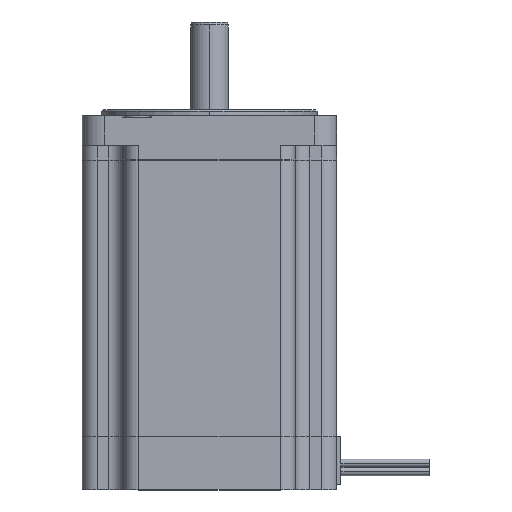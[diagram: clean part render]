
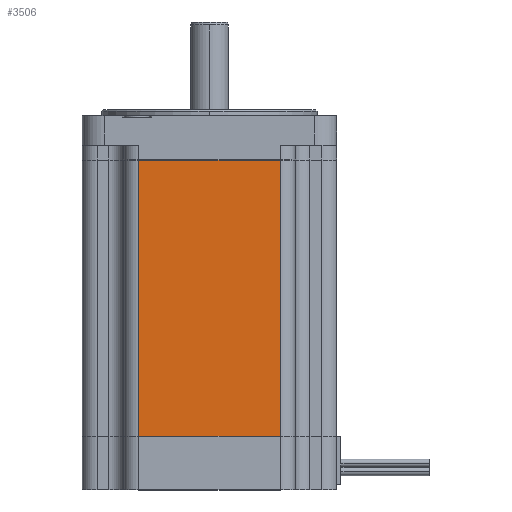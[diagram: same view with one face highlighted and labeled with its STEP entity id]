
A CAD part, top view. The second image highlights one B-rep face of the part: STEP entity #3506.
In plain terms, the highlighted planar face has unit normal (0, 0, 1).
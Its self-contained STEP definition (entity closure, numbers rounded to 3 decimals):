
#927 = EDGE_LOOP ( 'NONE', ( #8699, #8698, #8700, #8697 ) ) ;
#1850 = FACE_OUTER_BOUND ( 'NONE', #927, .T. ) ;
#1856 = AXIS2_PLACEMENT_3D ( 'NONE', #7858, #7859, #7860 ) ;
#3506 = ADVANCED_FACE ( 'NONE', ( #1850 ), #7857, .F. ) ;
#3586 = EDGE_CURVE ( 'NONE', #3908, #3909, #5800, .T. ) ;
#3908 = VERTEX_POINT ( 'NONE', #6490 ) ;
#3909 = VERTEX_POINT ( 'NONE', #6491 ) ;
#3933 = VERTEX_POINT ( 'NONE', #6515 ) ;
#3934 = VERTEX_POINT ( 'NONE', #6516 ) ;
#5236 = LINE ( 'NONE', #5237, #9711 ) ;
#5237 = CARTESIAN_POINT ( 'NONE',  ( 53.607, 126.5, 60.356 ) ) ;
#5238 = DIRECTION ( 'NONE',  ( 0., 1., 0. ) ) ;
#5242 = LINE ( 'NONE', #5243, #9713 ) ;
#5243 = CARTESIAN_POINT ( 'NONE',  ( -5.893, 18.01, 60.356 ) ) ;
#5244 = DIRECTION ( 'NONE',  ( 1., 0., 0. ) ) ;
#5245 = LINE ( 'NONE', #5246, #9714 ) ;
#5246 = CARTESIAN_POINT ( 'NONE',  ( 5.607, 126.5, 60.356 ) ) ;
#5247 = DIRECTION ( 'NONE',  ( 0., -1., 0. ) ) ;
#5800 = LINE ( 'NONE', #5801, #10486 ) ;
#5801 = CARTESIAN_POINT ( 'NONE',  ( -5.893, 111.49, 60.356 ) ) ;
#5802 = DIRECTION ( 'NONE',  ( 1., 0., 0. ) ) ;
#6490 = CARTESIAN_POINT ( 'NONE',  ( 5.607, 111.49, 60.356 ) ) ;
#6491 = CARTESIAN_POINT ( 'NONE',  ( 53.607, 111.49, 60.356 ) ) ;
#6515 = CARTESIAN_POINT ( 'NONE',  ( 5.607, 18.01, 60.356 ) ) ;
#6516 = CARTESIAN_POINT ( 'NONE',  ( 53.607, 18.01, 60.356 ) ) ;
#7248 = EDGE_CURVE ( 'NONE', #3934, #3909, #5236, .T. ) ;
#7250 = EDGE_CURVE ( 'NONE', #3933, #3934, #5242, .T. ) ;
#7251 = EDGE_CURVE ( 'NONE', #3908, #3933, #5245, .T. ) ;
#7857 = PLANE ( 'NONE',  #1856 ) ;
#7858 = CARTESIAN_POINT ( 'NONE',  ( -5.893, 126.5, 60.356 ) ) ;
#7859 = DIRECTION ( 'NONE',  ( 0., 0., -1. ) ) ;
#7860 = DIRECTION ( 'NONE',  ( -1., 0., 0. ) ) ;
#8697 = ORIENTED_EDGE ( 'NONE', *, *, #7248, .T. ) ;
#8698 = ORIENTED_EDGE ( 'NONE', *, *, #7251, .T. ) ;
#8699 = ORIENTED_EDGE ( 'NONE', *, *, #3586, .F. ) ;
#8700 = ORIENTED_EDGE ( 'NONE', *, *, #7250, .T. ) ;
#9711 = VECTOR ( 'NONE', #5238, 1000. ) ;
#9713 = VECTOR ( 'NONE', #5244, 1000. ) ;
#9714 = VECTOR ( 'NONE', #5247, 1000. ) ;
#10486 = VECTOR ( 'NONE', #5802, 1000. ) ;
